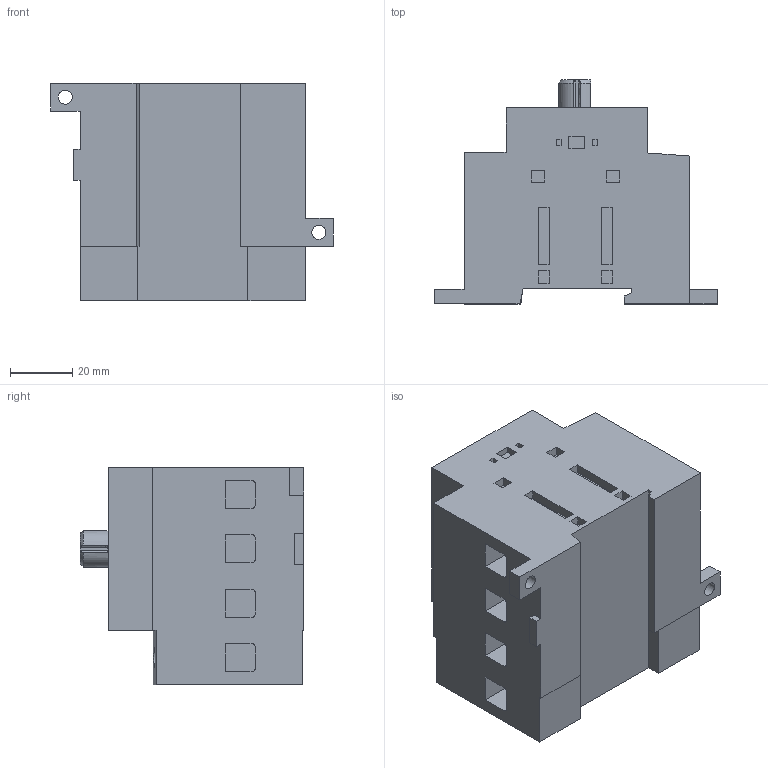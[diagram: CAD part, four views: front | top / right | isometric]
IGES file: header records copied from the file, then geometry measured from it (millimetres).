
Global section: file name: OT63-80F4N1-IGS.igs; preprocessor: I-DEAS 3D IGES Translator 11; date: 20081104.092816; units: millimetre
Bounding box: 91 x 72 x 70 mm (x, y, z)
Volume: 248212.3 mm3; surface area: 35530.3 mm2
Topology: 1 solids, 5 shells, 263 faces, 649 edges, 429 vertices
Faces by surface type: bspline 263
